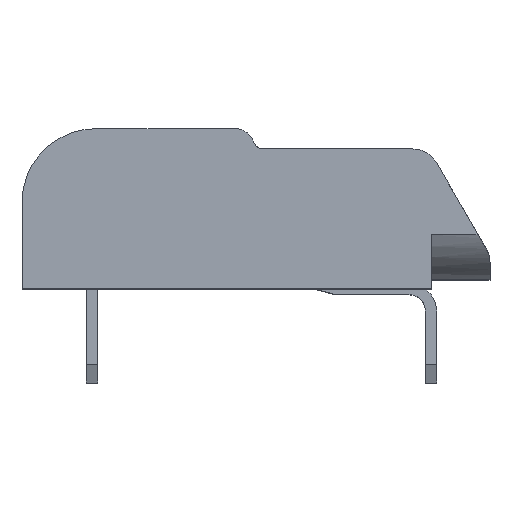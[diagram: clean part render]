
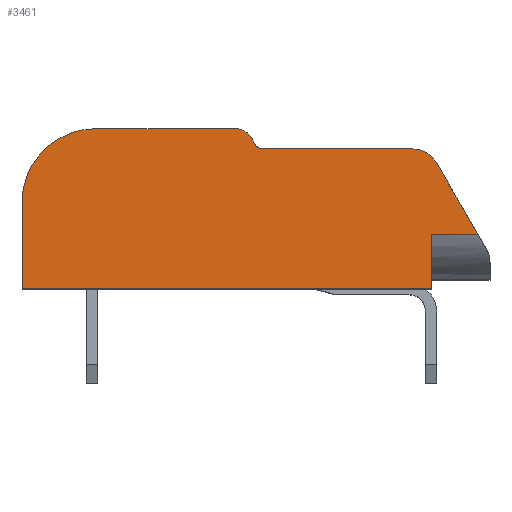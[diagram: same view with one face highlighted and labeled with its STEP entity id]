
A CAD part, top view. The second image highlights one B-rep face of the part: STEP entity #3461.
In plain terms, the highlighted planar face has unit normal (0, 0, 1).
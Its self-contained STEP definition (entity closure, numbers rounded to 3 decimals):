
#104=CIRCLE('',#3652,2.);
#108=CIRCLE('',#3659,0.2);
#111=CIRCLE('',#3666,0.5);
#121=CIRCLE('',#3696,0.75);
#414=ORIENTED_EDGE('',*,*,#1421,.T.);
#415=ORIENTED_EDGE('',*,*,#1422,.T.);
#416=ORIENTED_EDGE('',*,*,#1419,.T.);
#417=ORIENTED_EDGE('',*,*,#1423,.T.);
#418=ORIENTED_EDGE('',*,*,#1424,.T.);
#419=ORIENTED_EDGE('',*,*,#1335,.F.);
#420=ORIENTED_EDGE('',*,*,#1344,.T.);
#421=ORIENTED_EDGE('',*,*,#1349,.T.);
#422=ORIENTED_EDGE('',*,*,#1353,.T.);
#423=ORIENTED_EDGE('',*,*,#1324,.T.);
#424=ORIENTED_EDGE('',*,*,#1425,.T.);
#425=ORIENTED_EDGE('',*,*,#1426,.T.);
#1324=EDGE_CURVE('',#1840,#1839,#104,.T.);
#1335=EDGE_CURVE('',#1848,#1849,#108,.T.);
#1344=EDGE_CURVE('',#1848,#1855,#2191,.T.);
#1349=EDGE_CURVE('',#1855,#1858,#111,.T.);
#1353=EDGE_CURVE('',#1858,#1840,#2197,.T.);
#1419=EDGE_CURVE('',#1912,#1911,#2242,.T.);
#1421=EDGE_CURVE('',#1913,#1914,#2243,.T.);
#1422=EDGE_CURVE('',#1914,#1912,#2244,.T.);
#1423=EDGE_CURVE('',#1911,#1915,#121,.T.);
#1424=EDGE_CURVE('',#1915,#1849,#2245,.T.);
#1425=EDGE_CURVE('',#1839,#1916,#2246,.T.);
#1426=EDGE_CURVE('',#1916,#1913,#2247,.T.);
#1839=VERTEX_POINT('',#5083);
#1840=VERTEX_POINT('',#5085);
#1848=VERTEX_POINT('',#5109);
#1849=VERTEX_POINT('',#5111);
#1855=VERTEX_POINT('',#5133);
#1858=VERTEX_POINT('',#5143);
#1911=VERTEX_POINT('',#5312);
#1912=VERTEX_POINT('',#5314);
#1913=VERTEX_POINT('',#5318);
#1914=VERTEX_POINT('',#5319);
#1915=VERTEX_POINT('',#5322);
#1916=VERTEX_POINT('',#5325);
#2191=LINE('',#5134,#2588);
#2197=LINE('',#5151,#2594);
#2242=LINE('',#5313,#2639);
#2243=LINE('',#5317,#2640);
#2244=LINE('',#5320,#2641);
#2245=LINE('',#5323,#2642);
#2246=LINE('',#5324,#2643);
#2247=LINE('',#5326,#2644);
#2588=VECTOR('',#4076,1000.);
#2594=VECTOR('',#4096,1000.);
#2639=VECTOR('',#4189,1000.);
#2640=VECTOR('',#4194,1000.);
#2641=VECTOR('',#4195,1000.);
#2642=VECTOR('',#4198,1000.);
#2643=VECTOR('',#4199,1000.);
#2644=VECTOR('',#4200,1000.);
#2948=EDGE_LOOP('',(#414,#415,#416,#417,#418,#419,#420,#421,#422,#423,#424,
#425));
#3141=FACE_BOUND('',#2948,.T.);
#3316=PLANE('',#3695);
#3461=ADVANCED_FACE('',(#3141),#3316,.T.);
#3652=AXIS2_PLACEMENT_3D('',#5084,#4043,#4044);
#3659=AXIS2_PLACEMENT_3D('',#5110,#4063,#4064);
#3666=AXIS2_PLACEMENT_3D('',#5144,#4086,#4087);
#3695=AXIS2_PLACEMENT_3D('',#5316,#4192,#4193);
#3696=AXIS2_PLACEMENT_3D('',#5321,#4196,#4197);
#4043=DIRECTION('',(0.,0.,1.));
#4044=DIRECTION('',(1.,0.,0.));
#4063=DIRECTION('',(0.,0.,1.));
#4064=DIRECTION('',(1.,0.,0.));
#4076=DIRECTION('',(-0.5,0.866,0.));
#4086=DIRECTION('',(0.,0.,1.));
#4087=DIRECTION('',(1.,0.,0.));
#4096=DIRECTION('',(-1.,0.,0.));
#4189=DIRECTION('',(-0.5,0.866,0.));
#4192=DIRECTION('',(0.,0.,1.));
#4193=DIRECTION('',(1.,0.,0.));
#4194=DIRECTION('',(0.,1.,0.));
#4195=DIRECTION('',(1.,0.,0.));
#4196=DIRECTION('',(0.,0.,1.));
#4197=DIRECTION('',(1.,0.,0.));
#4198=DIRECTION('',(-1.,0.,0.));
#4199=DIRECTION('',(0.,-1.,0.));
#4200=DIRECTION('',(1.,0.,0.));
#5083=CARTESIAN_POINT('',(-12.7,2.35,7.9));
#5084=CARTESIAN_POINT('',(-10.7,2.35,7.9));
#5085=CARTESIAN_POINT('',(-10.7,4.35,7.9));
#5109=CARTESIAN_POINT('',(-6.358,3.9,7.9));
#5110=CARTESIAN_POINT('',(-6.185,4.,7.9));
#5111=CARTESIAN_POINT('',(-6.185,3.8,7.9));
#5133=CARTESIAN_POINT('',(-6.473,4.1,7.9));
#5134=CARTESIAN_POINT('',(-6.358,3.9,7.9));
#5143=CARTESIAN_POINT('',(-6.906,4.35,7.9));
#5144=CARTESIAN_POINT('',(-6.906,3.85,7.9));
#5151=CARTESIAN_POINT('',(-6.906,4.35,7.9));
#5312=CARTESIAN_POINT('',(-1.45,3.425,7.9));
#5313=CARTESIAN_POINT('',(-0.1,1.087,7.9));
#5314=CARTESIAN_POINT('',(-0.325,1.475,7.9));
#5316=CARTESIAN_POINT('',(-10.7,2.35,7.9));
#5317=CARTESIAN_POINT('',(-1.6,0.,7.9));
#5318=CARTESIAN_POINT('',(-1.6,0.,7.9));
#5319=CARTESIAN_POINT('',(-1.6,1.475,7.9));
#5320=CARTESIAN_POINT('',(-1.6,1.475,7.9));
#5321=CARTESIAN_POINT('',(-2.1,3.05,7.9));
#5322=CARTESIAN_POINT('',(-2.1,3.8,7.9));
#5323=CARTESIAN_POINT('',(-2.1,3.8,7.9));
#5324=CARTESIAN_POINT('',(-12.7,2.35,7.9));
#5325=CARTESIAN_POINT('',(-12.7,0.,7.9));
#5326=CARTESIAN_POINT('',(-12.7,0.,7.9));
